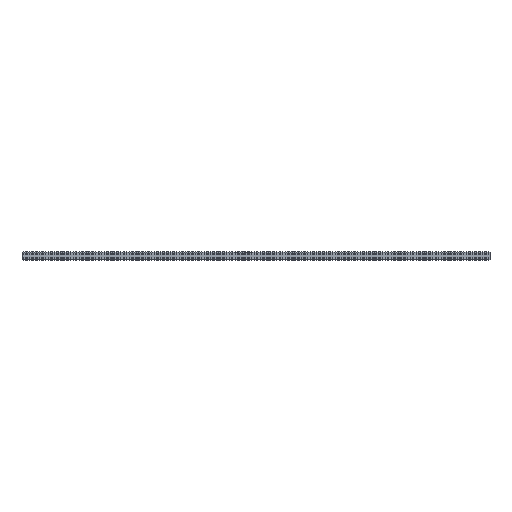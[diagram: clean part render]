
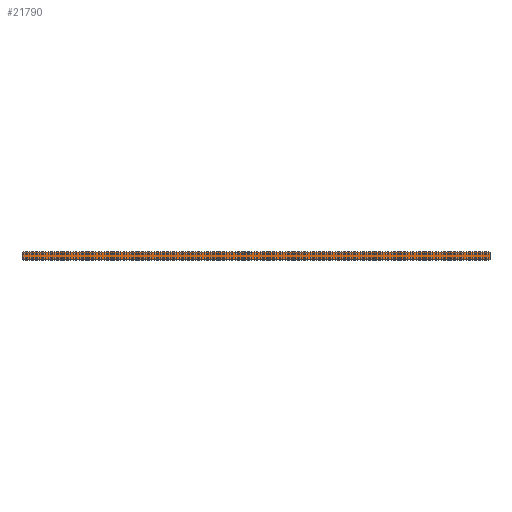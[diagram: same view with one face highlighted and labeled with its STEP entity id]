
A CAD part, front view. The second image highlights one B-rep face of the part: STEP entity #21790.
In plain terms, the highlighted planar face has unit normal (0, -1, 0).
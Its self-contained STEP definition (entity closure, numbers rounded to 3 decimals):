
#4524=FACE_OUTER_BOUND('',#5434,.T.);
#5434=EDGE_LOOP('',(#17260,#17261,#17262,#17263));
#6348=LINE('',#32679,#8172);
#6356=LINE('',#32693,#8180);
#6357=LINE('',#32696,#8181);
#6359=LINE('',#32699,#8183);
#8172=VECTOR('',#25426,1.);
#8180=VECTOR('',#25440,1.);
#8181=VECTOR('',#25443,1.);
#8183=VECTOR('',#25447,1.);
#9994=VERTEX_POINT('',#32676);
#9995=VERTEX_POINT('',#32678);
#9998=VERTEX_POINT('',#32691);
#9999=VERTEX_POINT('',#32695);
#13612=EDGE_CURVE('',#9994,#9995,#6348,.T.);
#13620=EDGE_CURVE('',#9998,#9994,#6356,.T.);
#13621=EDGE_CURVE('',#9999,#9998,#6357,.T.);
#13623=EDGE_CURVE('',#9999,#9995,#6359,.T.);
#17260=ORIENTED_EDGE('',*,*,#13620,.F.);
#17261=ORIENTED_EDGE('',*,*,#13621,.F.);
#17262=ORIENTED_EDGE('',*,*,#13623,.T.);
#17263=ORIENTED_EDGE('',*,*,#13612,.F.);
#20880=PLANE('',#22702);
#21790=ADVANCED_FACE('',(#4524),#20880,.T.);
#22702=AXIS2_PLACEMENT_3D('',#32698,#25445,#25446);
#25426=DIRECTION('',(1.,0.,0.));
#25440=DIRECTION('',(0.,0.,1.));
#25443=DIRECTION('',(-1.,0.,0.));
#25445=DIRECTION('center_axis',(0.,-1.,0.));
#25446=DIRECTION('ref_axis',(0.,0.,-1.));
#25447=DIRECTION('',(0.,0.,1.));
#32676=CARTESIAN_POINT('',(18.321,62.992,51.017));
#32678=CARTESIAN_POINT('',(3018.321,62.992,51.017));
#32679=CARTESIAN_POINT('',(18.321,62.992,51.017));
#32691=CARTESIAN_POINT('',(18.321,62.992,1.367));
#32693=CARTESIAN_POINT('',(18.321,62.992,25.667));
#32695=CARTESIAN_POINT('',(3018.321,62.992,1.367));
#32696=CARTESIAN_POINT('',(18.321,62.992,1.367));
#32698=CARTESIAN_POINT('Origin',(18.321,62.992,27.017));
#32699=CARTESIAN_POINT('',(3018.321,62.992,25.667));
